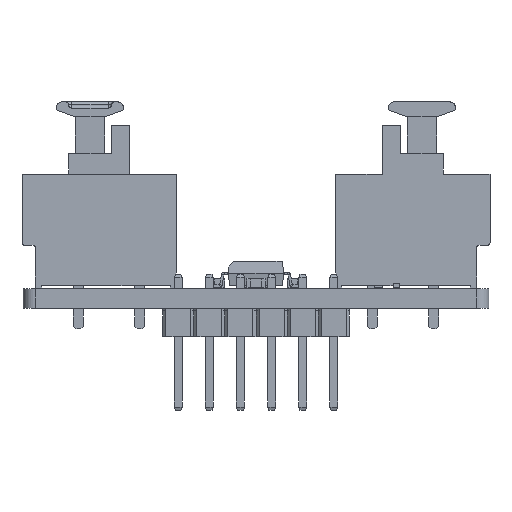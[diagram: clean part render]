
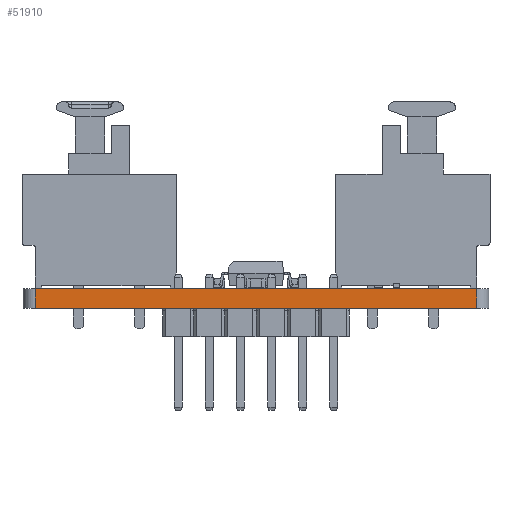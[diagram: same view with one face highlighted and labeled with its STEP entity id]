
A CAD part, left-side view. The second image highlights one B-rep face of the part: STEP entity #51910.
In plain terms, the highlighted planar face has unit normal (-1, 0, 0).
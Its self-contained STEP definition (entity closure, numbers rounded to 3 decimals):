
#51727 = CYLINDRICAL_SURFACE('',#51728,1.);
#51728 = AXIS2_PLACEMENT_3D('',#51729,#51730,#51731);
#51729 = CARTESIAN_POINT('',(1.,37.,0.));
#51730 = DIRECTION('',(-0.,-0.,-1.));
#51731 = DIRECTION('',(1.,0.,-0.));
#51752 = VERTEX_POINT('',#51753);
#51753 = CARTESIAN_POINT('',(0.,37.,1.6));
#51768 = PLANE('',#51769);
#51769 = AXIS2_PLACEMENT_3D('',#51770,#51771,#51772);
#51770 = CARTESIAN_POINT('',(19.,19.,1.6));
#51771 = DIRECTION('',(0.,0.,1.));
#51772 = DIRECTION('',(1.,0.,-0.));
#51780 = EDGE_CURVE('',#51781,#51752,#51783,.T.);
#51781 = VERTEX_POINT('',#51782);
#51782 = CARTESIAN_POINT('',(0.,37.,0.));
#51783 = SURFACE_CURVE('',#51784,(#51788,#51795),.PCURVE_S1.);
#51784 = LINE('',#51785,#51786);
#51785 = CARTESIAN_POINT('',(0.,37.,0.));
#51786 = VECTOR('',#51787,1.);
#51787 = DIRECTION('',(0.,0.,1.));
#51788 = PCURVE('',#51727,#51789);
#51789 = DEFINITIONAL_REPRESENTATION('',(#51790),#51794);
#51790 = LINE('',#51791,#51792);
#51791 = CARTESIAN_POINT('',(-3.142,0.));
#51792 = VECTOR('',#51793,1.);
#51793 = DIRECTION('',(-0.,-1.));
#51794 = ( GEOMETRIC_REPRESENTATION_CONTEXT(2) 
PARAMETRIC_REPRESENTATION_CONTEXT() REPRESENTATION_CONTEXT('2D SPACE',''
  ) );
#51795 = PCURVE('',#51796,#51801);
#51796 = PLANE('',#51797);
#51797 = AXIS2_PLACEMENT_3D('',#51798,#51799,#51800);
#51798 = CARTESIAN_POINT('',(0.,1.,0.));
#51799 = DIRECTION('',(-1.,0.,0.));
#51800 = DIRECTION('',(0.,1.,0.));
#51801 = DEFINITIONAL_REPRESENTATION('',(#51802),#51806);
#51802 = LINE('',#51803,#51804);
#51803 = CARTESIAN_POINT('',(36.,0.));
#51804 = VECTOR('',#51805,1.);
#51805 = DIRECTION('',(0.,-1.));
#51806 = ( GEOMETRIC_REPRESENTATION_CONTEXT(2) 
PARAMETRIC_REPRESENTATION_CONTEXT() REPRESENTATION_CONTEXT('2D SPACE',''
  ) );
#51823 = PLANE('',#51824);
#51824 = AXIS2_PLACEMENT_3D('',#51825,#51826,#51827);
#51825 = CARTESIAN_POINT('',(19.,19.,0.));
#51826 = DIRECTION('',(0.,0.,1.));
#51827 = DIRECTION('',(1.,0.,-0.));
#51910 = ADVANCED_FACE('',(#51911),#51796,.T.);
#51911 = FACE_BOUND('',#51912,.T.);
#51912 = EDGE_LOOP('',(#51913,#51943,#51964,#51965));
#51913 = ORIENTED_EDGE('',*,*,#51914,.T.);
#51914 = EDGE_CURVE('',#51915,#51917,#51919,.T.);
#51915 = VERTEX_POINT('',#51916);
#51916 = CARTESIAN_POINT('',(0.,1.,0.));
#51917 = VERTEX_POINT('',#51918);
#51918 = CARTESIAN_POINT('',(0.,1.,1.6));
#51919 = SURFACE_CURVE('',#51920,(#51924,#51931),.PCURVE_S1.);
#51920 = LINE('',#51921,#51922);
#51921 = CARTESIAN_POINT('',(0.,1.,0.));
#51922 = VECTOR('',#51923,1.);
#51923 = DIRECTION('',(0.,0.,1.));
#51924 = PCURVE('',#51796,#51925);
#51925 = DEFINITIONAL_REPRESENTATION('',(#51926),#51930);
#51926 = LINE('',#51927,#51928);
#51927 = CARTESIAN_POINT('',(0.,0.));
#51928 = VECTOR('',#51929,1.);
#51929 = DIRECTION('',(0.,-1.));
#51930 = ( GEOMETRIC_REPRESENTATION_CONTEXT(2) 
PARAMETRIC_REPRESENTATION_CONTEXT() REPRESENTATION_CONTEXT('2D SPACE',''
  ) );
#51931 = PCURVE('',#51932,#51937);
#51932 = CYLINDRICAL_SURFACE('',#51933,1.);
#51933 = AXIS2_PLACEMENT_3D('',#51934,#51935,#51936);
#51934 = CARTESIAN_POINT('',(1.,1.,0.));
#51935 = DIRECTION('',(-0.,-0.,-1.));
#51936 = DIRECTION('',(1.,0.,-0.));
#51937 = DEFINITIONAL_REPRESENTATION('',(#51938),#51942);
#51938 = LINE('',#51939,#51940);
#51939 = CARTESIAN_POINT('',(-3.142,0.));
#51940 = VECTOR('',#51941,1.);
#51941 = DIRECTION('',(-0.,-1.));
#51942 = ( GEOMETRIC_REPRESENTATION_CONTEXT(2) 
PARAMETRIC_REPRESENTATION_CONTEXT() REPRESENTATION_CONTEXT('2D SPACE',''
  ) );
#51943 = ORIENTED_EDGE('',*,*,#51944,.T.);
#51944 = EDGE_CURVE('',#51917,#51752,#51945,.T.);
#51945 = SURFACE_CURVE('',#51946,(#51950,#51957),.PCURVE_S1.);
#51946 = LINE('',#51947,#51948);
#51947 = CARTESIAN_POINT('',(0.,1.,1.6));
#51948 = VECTOR('',#51949,1.);
#51949 = DIRECTION('',(0.,1.,0.));
#51950 = PCURVE('',#51796,#51951);
#51951 = DEFINITIONAL_REPRESENTATION('',(#51952),#51956);
#51952 = LINE('',#51953,#51954);
#51953 = CARTESIAN_POINT('',(0.,-1.6));
#51954 = VECTOR('',#51955,1.);
#51955 = DIRECTION('',(1.,0.));
#51956 = ( GEOMETRIC_REPRESENTATION_CONTEXT(2) 
PARAMETRIC_REPRESENTATION_CONTEXT() REPRESENTATION_CONTEXT('2D SPACE',''
  ) );
#51957 = PCURVE('',#51768,#51958);
#51958 = DEFINITIONAL_REPRESENTATION('',(#51959),#51963);
#51959 = LINE('',#51960,#51961);
#51960 = CARTESIAN_POINT('',(-19.,-18.));
#51961 = VECTOR('',#51962,1.);
#51962 = DIRECTION('',(0.,1.));
#51963 = ( GEOMETRIC_REPRESENTATION_CONTEXT(2) 
PARAMETRIC_REPRESENTATION_CONTEXT() REPRESENTATION_CONTEXT('2D SPACE',''
  ) );
#51964 = ORIENTED_EDGE('',*,*,#51780,.F.);
#51965 = ORIENTED_EDGE('',*,*,#51966,.F.);
#51966 = EDGE_CURVE('',#51915,#51781,#51967,.T.);
#51967 = SURFACE_CURVE('',#51968,(#51972,#51979),.PCURVE_S1.);
#51968 = LINE('',#51969,#51970);
#51969 = CARTESIAN_POINT('',(0.,1.,0.));
#51970 = VECTOR('',#51971,1.);
#51971 = DIRECTION('',(0.,1.,0.));
#51972 = PCURVE('',#51796,#51973);
#51973 = DEFINITIONAL_REPRESENTATION('',(#51974),#51978);
#51974 = LINE('',#51975,#51976);
#51975 = CARTESIAN_POINT('',(0.,0.));
#51976 = VECTOR('',#51977,1.);
#51977 = DIRECTION('',(1.,0.));
#51978 = ( GEOMETRIC_REPRESENTATION_CONTEXT(2) 
PARAMETRIC_REPRESENTATION_CONTEXT() REPRESENTATION_CONTEXT('2D SPACE',''
  ) );
#51979 = PCURVE('',#51823,#51980);
#51980 = DEFINITIONAL_REPRESENTATION('',(#51981),#51985);
#51981 = LINE('',#51982,#51983);
#51982 = CARTESIAN_POINT('',(-19.,-18.));
#51983 = VECTOR('',#51984,1.);
#51984 = DIRECTION('',(0.,1.));
#51985 = ( GEOMETRIC_REPRESENTATION_CONTEXT(2) 
PARAMETRIC_REPRESENTATION_CONTEXT() REPRESENTATION_CONTEXT('2D SPACE',''
  ) );
